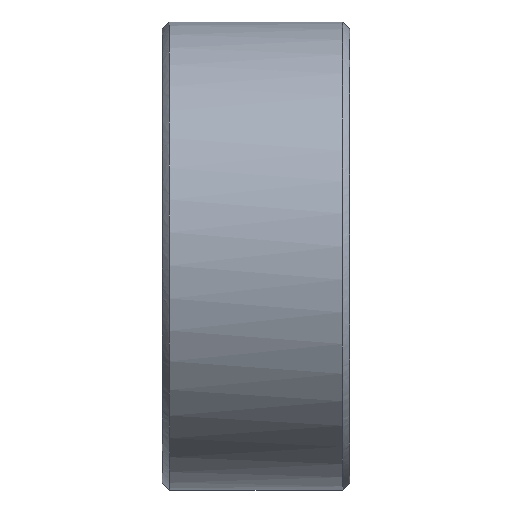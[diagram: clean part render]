
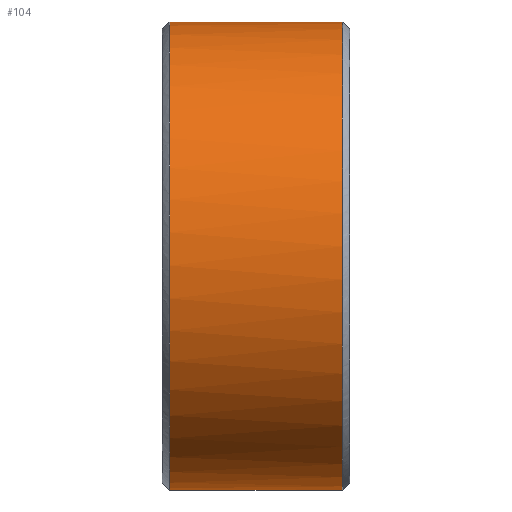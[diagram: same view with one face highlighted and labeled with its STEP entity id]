
A CAD part, left-side view. The second image highlights one B-rep face of the part: STEP entity #104.
In plain terms, the highlighted cylindrical face has radius 32.5 mm (diameter 65 mm), a partial arc.
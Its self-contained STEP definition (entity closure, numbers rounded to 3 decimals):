
#11 = CARTESIAN_POINT ( 'NONE',  ( -16.287, 1., -28.205 ) ) ;
#60 = LINE ( 'NONE', #2057, #720 ) ;
#75 = CARTESIAN_POINT ( 'NONE',  ( 0., 25., 32.5 ) ) ;
#104 = ADVANCED_FACE ( 'NONE', ( #1217 ), #784, .T. ) ;
#109 = CARTESIAN_POINT ( 'NONE',  ( -29.212, 25., -14.402 ) ) ;
#143 = CARTESIAN_POINT ( 'NONE',  ( 0., 26., 0. ) ) ;
#154 = CARTESIAN_POINT ( 'NONE',  ( -19.825, 25., 25.841 ) ) ;
#166 = B_SPLINE_CURVE_WITH_KNOTS ( 'NONE', 3,
 ( #1984, #1556, #2439, #436, #650, #1794, #11, #2199, #1998, #1568, #2876, #1506, #401, #2620, #416, #452, #2683, #1781, #2180, #1302, #2669, #199, #1353, #1751, #2639, #1320, #217, #1105, #888, #1855, #2490, #1597, #968, #1410 ),
 .UNSPECIFIED., .F., .F.,
 ( 4, 2, 2, 2, 2, 2, 2, 2, 2, 2, 2, 2, 2, 2, 2, 2, 4 ),
 ( 0.5, 0.531, 0.563, 0.594, 0.625, 0.656, 0.688, 0.719, 0.75, 0.781, 0.813, 0.844, 0.875, 0.906, 0.938, 0.969, 1. ),
 .UNSPECIFIED. ) ;
#173 = CARTESIAN_POINT ( 'NONE',  ( -2.127, 25., -32.5 ) ) ;
#199 = CARTESIAN_POINT ( 'NONE',  ( -29.212, 1., 14.402 ) ) ;
#217 = CARTESIAN_POINT ( 'NONE',  ( -19.825, 1., 25.841 ) ) ;
#258 = B_SPLINE_CURVE_WITH_KNOTS ( 'NONE', 3,
 ( #976, #1854, #1924, #563, #1451, #809, #2798, #154, #2378, #578, #2334, #1898, #1513, #2610, #2784, #350, #795, #1481, #2155, #1229, #2111, #109, #1016, #2594, #393, #1466, #826, #1274, #409, #2816, #610, #1941, #173, #1258 ),
 .UNSPECIFIED., .F., .F.,
 ( 4, 2, 2, 2, 2, 2, 2, 2, 2, 2, 2, 2, 2, 2, 2, 2, 4 ),
 ( 0., 0.031, 0.062, 0.094, 0.125, 0.156, 0.187, 0.219, 0.25, 0.281, 0.312, 0.344, 0.375, 0.406, 0.438, 0.469, 0.5 ),
 .UNSPECIFIED. ) ;
#350 = CARTESIAN_POINT ( 'NONE',  ( -32.291, 25., 4.254 ) ) ;
#393 = CARTESIAN_POINT ( 'NONE',  ( -24.485, 25., -21.477 ) ) ;
#397 = ORIENTED_EDGE ( 'NONE', *, *, #1497, .T. ) ;
#401 = CARTESIAN_POINT ( 'NONE',  ( -29.212, 1., -14.402 ) ) ;
#409 = CARTESIAN_POINT ( 'NONE',  ( -14.402, 25., -29.212 ) ) ;
#416 = CARTESIAN_POINT ( 'NONE',  ( -31.461, 1., -8.427 ) ) ;
#436 = CARTESIAN_POINT ( 'NONE',  ( -8.427, 1., -31.461 ) ) ;
#452 = CARTESIAN_POINT ( 'NONE',  ( -32.291, 1., -4.254 ) ) ;
#490 = CARTESIAN_POINT ( 'NONE',  ( 0., 26., -32.5 ) ) ;
#521 = CARTESIAN_POINT ( 'NONE',  ( 0., 1., 32.5 ) ) ;
#537 = DIRECTION ( 'NONE',  ( 0., 0., -1. ) ) ;
#563 = CARTESIAN_POINT ( 'NONE',  ( -8.427, 25., 31.461 ) ) ;
#578 = CARTESIAN_POINT ( 'NONE',  ( -24.485, 25., 21.477 ) ) ;
#610 = CARTESIAN_POINT ( 'NONE',  ( -8.427, 25., -31.461 ) ) ;
#650 = CARTESIAN_POINT ( 'NONE',  ( -10.472, 1., -30.84 ) ) ;
#720 = VECTOR ( 'NONE', #2505, 1000. ) ;
#784 = CYLINDRICAL_SURFACE ( 'NONE', #875, 32.5 ) ;
#795 = CARTESIAN_POINT ( 'NONE',  ( -32.5, 25., 2.127 ) ) ;
#809 = CARTESIAN_POINT ( 'NONE',  ( -14.402, 25., 29.212 ) ) ;
#826 = CARTESIAN_POINT ( 'NONE',  ( -19.825, 25., -25.841 ) ) ;
#875 = AXIS2_PLACEMENT_3D ( 'NONE', #143, #2523, #537 ) ;
#888 = CARTESIAN_POINT ( 'NONE',  ( -14.402, 1., 29.212 ) ) ;
#968 = CARTESIAN_POINT ( 'NONE',  ( -2.127, 1., 32.5 ) ) ;
#976 = CARTESIAN_POINT ( 'NONE',  ( 0., 25., 32.5 ) ) ;
#1016 = CARTESIAN_POINT ( 'NONE',  ( -28.205, 25., -16.287 ) ) ;
#1019 = EDGE_LOOP ( 'NONE', ( #2680, #397, #1518, #2874 ) ) ;
#1105 = CARTESIAN_POINT ( 'NONE',  ( -16.287, 1., 28.205 ) ) ;
#1126 = EDGE_CURVE ( 'NONE', #2136, #2589, #1385, .T. ) ;
#1217 = FACE_OUTER_BOUND ( 'NONE', #1019, .T. ) ;
#1229 = CARTESIAN_POINT ( 'NONE',  ( -31.461, 25., -8.427 ) ) ;
#1258 = CARTESIAN_POINT ( 'NONE',  ( 0., 25., -32.5 ) ) ;
#1274 = CARTESIAN_POINT ( 'NONE',  ( -16.287, 25., -28.205 ) ) ;
#1285 = EDGE_CURVE ( 'NONE', #2382, #1358, #60, .T. ) ;
#1302 = CARTESIAN_POINT ( 'NONE',  ( -31.461, 1., 8.427 ) ) ;
#1320 = CARTESIAN_POINT ( 'NONE',  ( -21.477, 1., 24.485 ) ) ;
#1353 = CARTESIAN_POINT ( 'NONE',  ( -28.205, 1., 16.287 ) ) ;
#1358 = VERTEX_POINT ( 'NONE', #521 ) ;
#1385 = LINE ( 'NONE', #490, #2711 ) ;
#1410 = CARTESIAN_POINT ( 'NONE',  ( 0., 1., 32.5 ) ) ;
#1451 = CARTESIAN_POINT ( 'NONE',  ( -10.472, 25., 30.84 ) ) ;
#1466 = CARTESIAN_POINT ( 'NONE',  ( -21.477, 25., -24.485 ) ) ;
#1481 = CARTESIAN_POINT ( 'NONE',  ( -32.5, 25., -2.127 ) ) ;
#1497 = EDGE_CURVE ( 'NONE', #2382, #2136, #258, .T. ) ;
#1506 = CARTESIAN_POINT ( 'NONE',  ( -28.205, 1., -16.287 ) ) ;
#1513 = CARTESIAN_POINT ( 'NONE',  ( -29.212, 25., 14.402 ) ) ;
#1518 = ORIENTED_EDGE ( 'NONE', *, *, #1126, .T. ) ;
#1556 = CARTESIAN_POINT ( 'NONE',  ( -2.127, 1., -32.5 ) ) ;
#1568 = CARTESIAN_POINT ( 'NONE',  ( -24.485, 1., -21.477 ) ) ;
#1597 = CARTESIAN_POINT ( 'NONE',  ( -4.254, 1., 32.291 ) ) ;
#1751 = CARTESIAN_POINT ( 'NONE',  ( -25.841, 1., 19.825 ) ) ;
#1781 = CARTESIAN_POINT ( 'NONE',  ( -32.5, 1., 2.127 ) ) ;
#1794 = CARTESIAN_POINT ( 'NONE',  ( -14.402, 1., -29.212 ) ) ;
#1854 = CARTESIAN_POINT ( 'NONE',  ( -2.127, 25., 32.5 ) ) ;
#1855 = CARTESIAN_POINT ( 'NONE',  ( -10.472, 1., 30.84 ) ) ;
#1888 = CARTESIAN_POINT ( 'NONE',  ( 0., 1., -32.5 ) ) ;
#1898 = CARTESIAN_POINT ( 'NONE',  ( -28.205, 25., 16.287 ) ) ;
#1924 = CARTESIAN_POINT ( 'NONE',  ( -4.254, 25., 32.291 ) ) ;
#1941 = CARTESIAN_POINT ( 'NONE',  ( -4.254, 25., -32.291 ) ) ;
#1967 = CARTESIAN_POINT ( 'NONE',  ( 0., 25., -32.5 ) ) ;
#1984 = CARTESIAN_POINT ( 'NONE',  ( 0., 1., -32.5 ) ) ;
#1998 = CARTESIAN_POINT ( 'NONE',  ( -21.477, 1., -24.485 ) ) ;
#2057 = CARTESIAN_POINT ( 'NONE',  ( 0., 26., 32.5 ) ) ;
#2111 = CARTESIAN_POINT ( 'NONE',  ( -30.84, 25., -10.472 ) ) ;
#2136 = VERTEX_POINT ( 'NONE', #1967 ) ;
#2155 = CARTESIAN_POINT ( 'NONE',  ( -32.291, 25., -4.254 ) ) ;
#2180 = CARTESIAN_POINT ( 'NONE',  ( -32.291, 1., 4.254 ) ) ;
#2199 = CARTESIAN_POINT ( 'NONE',  ( -19.825, 1., -25.841 ) ) ;
#2280 = DIRECTION ( 'NONE',  ( 0., -1., 0. ) ) ;
#2308 = EDGE_CURVE ( 'NONE', #2589, #1358, #166, .T. ) ;
#2334 = CARTESIAN_POINT ( 'NONE',  ( -25.841, 25., 19.825 ) ) ;
#2378 = CARTESIAN_POINT ( 'NONE',  ( -21.477, 25., 24.485 ) ) ;
#2382 = VERTEX_POINT ( 'NONE', #75 ) ;
#2439 = CARTESIAN_POINT ( 'NONE',  ( -4.254, 1., -32.291 ) ) ;
#2490 = CARTESIAN_POINT ( 'NONE',  ( -8.427, 1., 31.461 ) ) ;
#2505 = DIRECTION ( 'NONE',  ( 0., -1., 0. ) ) ;
#2523 = DIRECTION ( 'NONE',  ( 0., -1., 0. ) ) ;
#2589 = VERTEX_POINT ( 'NONE', #1888 ) ;
#2594 = CARTESIAN_POINT ( 'NONE',  ( -25.841, 25., -19.825 ) ) ;
#2610 = CARTESIAN_POINT ( 'NONE',  ( -30.84, 25., 10.472 ) ) ;
#2620 = CARTESIAN_POINT ( 'NONE',  ( -30.84, 1., -10.472 ) ) ;
#2639 = CARTESIAN_POINT ( 'NONE',  ( -24.485, 1., 21.477 ) ) ;
#2669 = CARTESIAN_POINT ( 'NONE',  ( -30.84, 1., 10.472 ) ) ;
#2680 = ORIENTED_EDGE ( 'NONE', *, *, #1285, .F. ) ;
#2683 = CARTESIAN_POINT ( 'NONE',  ( -32.5, 1., -2.127 ) ) ;
#2711 = VECTOR ( 'NONE', #2280, 1000. ) ;
#2784 = CARTESIAN_POINT ( 'NONE',  ( -31.461, 25., 8.427 ) ) ;
#2798 = CARTESIAN_POINT ( 'NONE',  ( -16.287, 25., 28.205 ) ) ;
#2816 = CARTESIAN_POINT ( 'NONE',  ( -10.472, 25., -30.84 ) ) ;
#2874 = ORIENTED_EDGE ( 'NONE', *, *, #2308, .T. ) ;
#2876 = CARTESIAN_POINT ( 'NONE',  ( -25.841, 1., -19.825 ) ) ;
